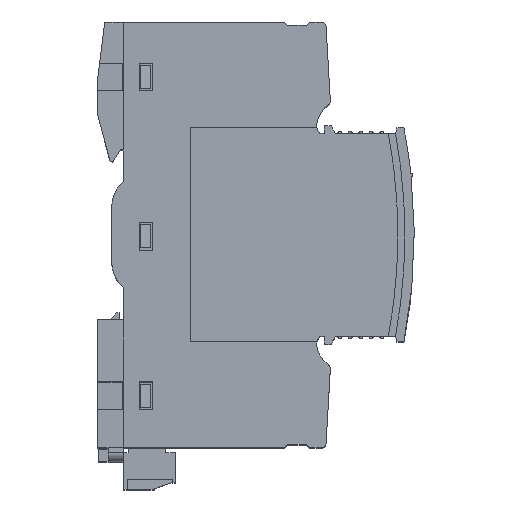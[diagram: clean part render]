
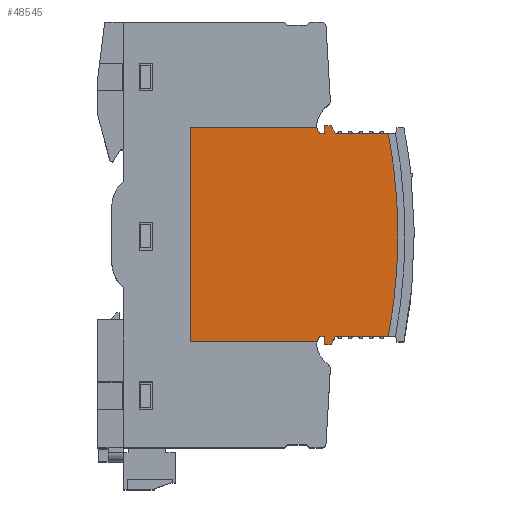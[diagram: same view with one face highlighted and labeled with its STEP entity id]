
A CAD part, top view. The second image highlights one B-rep face of the part: STEP entity #48545.
In plain terms, the highlighted planar face has unit normal (0, 0, 1).
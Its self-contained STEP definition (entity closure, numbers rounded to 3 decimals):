
#660 = DIRECTION ( 'NONE',  ( 0., 0., 1. ) ) ;
#1577 = EDGE_LOOP ( 'NONE', ( #24935, #54718, #43762, #55465, #50415, #40042, #63848, #50114, #57737, #62232, #65400, #31866, #3638, #65917, #26857, #43651, #51346 ) ) ;
#2323 = EDGE_CURVE ( 'NONE', #15720, #20234, #29043, .T. ) ;
#3097 = VERTEX_POINT ( 'NONE', #44514 ) ;
#3638 = ORIENTED_EDGE ( 'NONE', *, *, #5663, .T. ) ;
#3965 = CARTESIAN_POINT ( 'NONE',  ( -52., 45.75, 54. ) ) ;
#4423 = VECTOR ( 'NONE', #8523, 1000. ) ;
#4466 = VECTOR ( 'NONE', #9379, 1000. ) ;
#5663 = EDGE_CURVE ( 'NONE', #20234, #3097, #15110, .T. ) ;
#6430 = CARTESIAN_POINT ( 'NONE',  ( 47.7, 67.55, 54. ) ) ;
#8357 = EDGE_CURVE ( 'NONE', #3097, #39550, #19154, .T. ) ;
#8523 = DIRECTION ( 'NONE',  ( 1., 0., 0. ) ) ;
#8564 = VERTEX_POINT ( 'NONE', #51095 ) ;
#8854 = CARTESIAN_POINT ( 'NONE',  ( 50.993, 67.55, 54. ) ) ;
#9040 = CARTESIAN_POINT ( 'NONE',  ( 50.2, 22.25, 54. ) ) ;
#9086 = CARTESIAN_POINT ( 'NONE',  ( 50.993, 23.95, 54. ) ) ;
#9379 = DIRECTION ( 'NONE',  ( 0., -1., 0. ) ) ;
#9690 = DIRECTION ( 'NONE',  ( -0.423, 0.906, 0. ) ) ;
#10364 = LINE ( 'NONE', #60595, #32533 ) ;
#10696 = LINE ( 'NONE', #46701, #46839 ) ;
#10739 = EDGE_CURVE ( 'NONE', #45997, #65647, #23519, .T. ) ;
#11238 = VERTEX_POINT ( 'NONE', #18665 ) ;
#11500 = CARTESIAN_POINT ( 'NONE',  ( -52., 45.75, 54. ) ) ;
#13333 = CARTESIAN_POINT ( 'NONE',  ( 48.7, 67.55, 54. ) ) ;
#14933 = LINE ( 'NONE', #8854, #34648 ) ;
#15110 = LINE ( 'NONE', #61967, #4466 ) ;
#15720 = VERTEX_POINT ( 'NONE', #42371 ) ;
#16685 = CARTESIAN_POINT ( 'NONE',  ( 20., 68.75, 54. ) ) ;
#16951 = LINE ( 'NONE', #47899, #49284 ) ;
#17182 = EDGE_CURVE ( 'NONE', #42215, #51161, #14933, .T. ) ;
#17390 = EDGE_CURVE ( 'NONE', #8564, #15720, #16951, .T. ) ;
#17832 = CARTESIAN_POINT ( 'NONE',  ( 48.7, 22.25, 54. ) ) ;
#18665 = CARTESIAN_POINT ( 'NONE',  ( 20., 68.75, 54. ) ) ;
#19143 = EDGE_CURVE ( 'NONE', #41394, #57576, #45735, .T. ) ;
#19154 = LINE ( 'NONE', #17832, #60286 ) ;
#19209 = DIRECTION ( 'NONE',  ( 0., 0., -1. ) ) ;
#19878 = LINE ( 'NONE', #9040, #54634 ) ;
#20234 = VERTEX_POINT ( 'NONE', #31596 ) ;
#20907 = CARTESIAN_POINT ( 'NONE',  ( 48.7, 69.25, 54. ) ) ;
#21022 = VECTOR ( 'NONE', #64769, 1000. ) ;
#22583 = CARTESIAN_POINT ( 'NONE',  ( 47.007, 68.75, 54. ) ) ;
#23519 = LINE ( 'NONE', #44268, #25924 ) ;
#23584 = CIRCLE ( 'NONE', #58284, 116.485 ) ;
#24935 = ORIENTED_EDGE ( 'NONE', *, *, #43966, .F. ) ;
#25924 = VECTOR ( 'NONE', #28294, 1000. ) ;
#26022 = DIRECTION ( 'NONE',  ( 1., 0., 0. ) ) ;
#26857 = ORIENTED_EDGE ( 'NONE', *, *, #38504, .T. ) ;
#26973 = VECTOR ( 'NONE', #26022, 1000. ) ;
#27071 = CARTESIAN_POINT ( 'NONE',  ( 48.7, 67.55, 54. ) ) ;
#27399 = CARTESIAN_POINT ( 'NONE',  ( 62.427, 67.55, 54. ) ) ;
#27795 = DIRECTION ( 'NONE',  ( 1., 0., 0. ) ) ;
#28294 = DIRECTION ( 'NONE',  ( -1., 0., 0. ) ) ;
#29043 = LINE ( 'NONE', #65358, #57471 ) ;
#29429 = CARTESIAN_POINT ( 'NONE',  ( 47.007, 68.75, 54. ) ) ;
#30743 = DIRECTION ( 'NONE',  ( 0.423, 0.906, 0. ) ) ;
#30883 = CARTESIAN_POINT ( 'NONE',  ( 50.2, 69.25, 54. ) ) ;
#31596 = CARTESIAN_POINT ( 'NONE',  ( 48.7, 23.95, 54. ) ) ;
#31866 = ORIENTED_EDGE ( 'NONE', *, *, #2323, .T. ) ;
#32533 = VECTOR ( 'NONE', #51465, 1000. ) ;
#32839 = VERTEX_POINT ( 'NONE', #39241 ) ;
#33574 = DIRECTION ( 'NONE',  ( 0.5, 0.866, 0. ) ) ;
#34634 = CARTESIAN_POINT ( 'NONE',  ( 20., 22.75, 54. ) ) ;
#34648 = VECTOR ( 'NONE', #44529, 1000. ) ;
#35563 = LINE ( 'NONE', #41014, #62310 ) ;
#35908 = LINE ( 'NONE', #27071, #45732 ) ;
#36346 = EDGE_CURVE ( 'NONE', #11238, #32839, #63563, .T. ) ;
#36872 = VERTEX_POINT ( 'NONE', #46119 ) ;
#38504 = EDGE_CURVE ( 'NONE', #39550, #36872, #19878, .T. ) ;
#38955 = CARTESIAN_POINT ( 'NONE',  ( 50.2, 22.25, 54. ) ) ;
#39241 = CARTESIAN_POINT ( 'NONE',  ( 20., 22.75, 54. ) ) ;
#39550 = VERTEX_POINT ( 'NONE', #38955 ) ;
#39586 = DIRECTION ( 'NONE',  ( 1., 0., 0. ) ) ;
#39814 = VERTEX_POINT ( 'NONE', #22583 ) ;
#40042 = ORIENTED_EDGE ( 'NONE', *, *, #10739, .T. ) ;
#41014 = CARTESIAN_POINT ( 'NONE',  ( 20., 68.75, 54. ) ) ;
#41394 = VERTEX_POINT ( 'NONE', #52351 ) ;
#42215 = VERTEX_POINT ( 'NONE', #27399 ) ;
#42371 = CARTESIAN_POINT ( 'NONE',  ( 47.7, 23.95, 54. ) ) ;
#42841 = VERTEX_POINT ( 'NONE', #30883 ) ;
#43102 = DIRECTION ( 'NONE',  ( 0., 0., -1. ) ) ;
#43439 = DIRECTION ( 'NONE',  ( 1., 0., 0. ) ) ;
#43651 = ORIENTED_EDGE ( 'NONE', *, *, #48830, .T. ) ;
#43762 = ORIENTED_EDGE ( 'NONE', *, *, #53675, .T. ) ;
#43966 = EDGE_CURVE ( 'NONE', #42215, #41394, #23584, .T. ) ;
#44084 = LINE ( 'NONE', #29429, #21022 ) ;
#44268 = CARTESIAN_POINT ( 'NONE',  ( 47.7, 67.55, 54. ) ) ;
#44514 = CARTESIAN_POINT ( 'NONE',  ( 48.7, 22.25, 54. ) ) ;
#44529 = DIRECTION ( 'NONE',  ( -1., 0., 0. ) ) ;
#45419 = LINE ( 'NONE', #9086, #26973 ) ;
#45682 = AXIS2_PLACEMENT_3D ( 'NONE', #3965, #19209, #59979 ) ;
#45732 = VECTOR ( 'NONE', #59294, 1000. ) ;
#45735 = CIRCLE ( 'NONE', #45682, 116.485 ) ;
#45997 = VERTEX_POINT ( 'NONE', #13333 ) ;
#46119 = CARTESIAN_POINT ( 'NONE',  ( 50.993, 23.95, 54. ) ) ;
#46701 = CARTESIAN_POINT ( 'NONE',  ( 50.2, 69.25, 54. ) ) ;
#46839 = VECTOR ( 'NONE', #9690, 1000. ) ;
#47186 = PLANE ( 'NONE',  #63768 ) ;
#47515 = FACE_OUTER_BOUND ( 'NONE', #1577, .T. ) ;
#47899 = CARTESIAN_POINT ( 'NONE',  ( 47.007, 22.75, 54. ) ) ;
#48545 = ADVANCED_FACE ( 'NONE', ( #47515 ), #47186, .T. ) ;
#48830 = EDGE_CURVE ( 'NONE', #36872, #57576, #45419, .T. ) ;
#49284 = VECTOR ( 'NONE', #33574, 1000. ) ;
#49436 = DIRECTION ( 'NONE',  ( 1., 0., 0. ) ) ;
#50105 = VECTOR ( 'NONE', #57424, 1000. ) ;
#50114 = ORIENTED_EDGE ( 'NONE', *, *, #65830, .T. ) ;
#50401 = EDGE_CURVE ( 'NONE', #42841, #63157, #10364, .T. ) ;
#50415 = ORIENTED_EDGE ( 'NONE', *, *, #53319, .T. ) ;
#51095 = CARTESIAN_POINT ( 'NONE',  ( 47.007, 22.75, 54. ) ) ;
#51161 = VERTEX_POINT ( 'NONE', #62025 ) ;
#51200 = DIRECTION ( 'NONE',  ( -1., 0., 0. ) ) ;
#51346 = ORIENTED_EDGE ( 'NONE', *, *, #19143, .F. ) ;
#51465 = DIRECTION ( 'NONE',  ( -1., 0., 0. ) ) ;
#52351 = CARTESIAN_POINT ( 'NONE',  ( 64.485, 45.75, 54. ) ) ;
#52662 = EDGE_CURVE ( 'NONE', #32839, #8564, #55034, .T. ) ;
#53319 = EDGE_CURVE ( 'NONE', #63157, #45997, #35908, .T. ) ;
#53652 = CARTESIAN_POINT ( 'NONE',  ( 62.427, 23.95, 54. ) ) ;
#53675 = EDGE_CURVE ( 'NONE', #51161, #42841, #10696, .T. ) ;
#54634 = VECTOR ( 'NONE', #30743, 1000. ) ;
#54718 = ORIENTED_EDGE ( 'NONE', *, *, #17182, .T. ) ;
#55034 = LINE ( 'NONE', #34634, #4423 ) ;
#55465 = ORIENTED_EDGE ( 'NONE', *, *, #50401, .T. ) ;
#57424 = DIRECTION ( 'NONE',  ( 0., -1., 0. ) ) ;
#57471 = VECTOR ( 'NONE', #39586, 1000. ) ;
#57576 = VERTEX_POINT ( 'NONE', #53652 ) ;
#57737 = ORIENTED_EDGE ( 'NONE', *, *, #36346, .T. ) ;
#58284 = AXIS2_PLACEMENT_3D ( 'NONE', #63090, #43102, #27795 ) ;
#59294 = DIRECTION ( 'NONE',  ( 0., -1., 0. ) ) ;
#59979 = DIRECTION ( 'NONE',  ( 1., 0., 0. ) ) ;
#60286 = VECTOR ( 'NONE', #49436, 1000. ) ;
#60595 = CARTESIAN_POINT ( 'NONE',  ( 48.7, 69.25, 54. ) ) ;
#61967 = CARTESIAN_POINT ( 'NONE',  ( 48.7, 23.95, 54. ) ) ;
#62025 = CARTESIAN_POINT ( 'NONE',  ( 50.993, 67.55, 54. ) ) ;
#62232 = ORIENTED_EDGE ( 'NONE', *, *, #52662, .T. ) ;
#62310 = VECTOR ( 'NONE', #51200, 1000. ) ;
#63069 = EDGE_CURVE ( 'NONE', #65647, #39814, #44084, .T. ) ;
#63090 = CARTESIAN_POINT ( 'NONE',  ( -52., 45.75, 54. ) ) ;
#63157 = VERTEX_POINT ( 'NONE', #20907 ) ;
#63563 = LINE ( 'NONE', #16685, #50105 ) ;
#63768 = AXIS2_PLACEMENT_3D ( 'NONE', #11500, #660, #43439 ) ;
#63848 = ORIENTED_EDGE ( 'NONE', *, *, #63069, .T. ) ;
#64769 = DIRECTION ( 'NONE',  ( -0.5, 0.866, 0. ) ) ;
#65358 = CARTESIAN_POINT ( 'NONE',  ( 47.7, 23.95, 54. ) ) ;
#65400 = ORIENTED_EDGE ( 'NONE', *, *, #17390, .T. ) ;
#65647 = VERTEX_POINT ( 'NONE', #6430 ) ;
#65830 = EDGE_CURVE ( 'NONE', #39814, #11238, #35563, .T. ) ;
#65917 = ORIENTED_EDGE ( 'NONE', *, *, #8357, .T. ) ;
